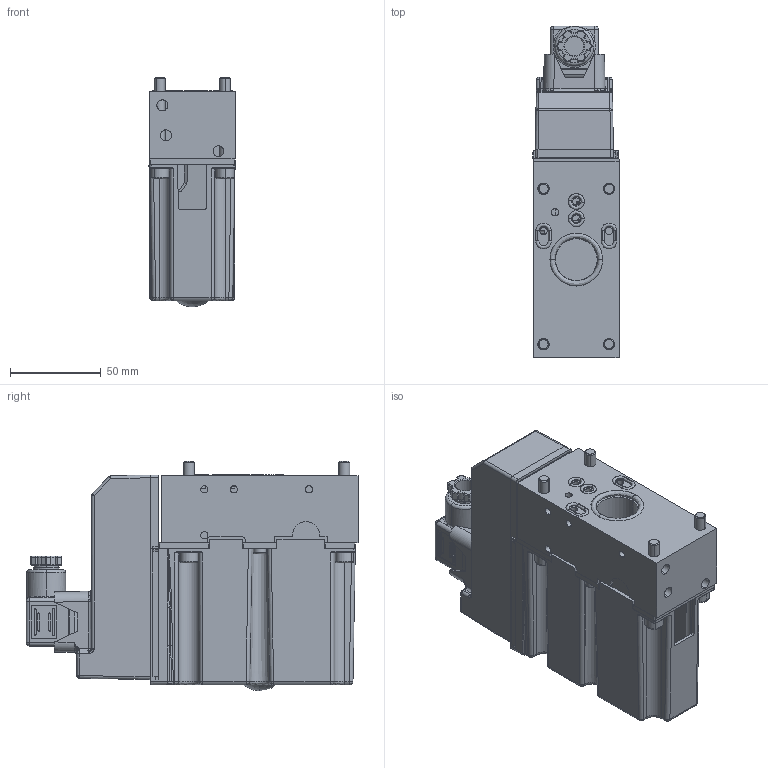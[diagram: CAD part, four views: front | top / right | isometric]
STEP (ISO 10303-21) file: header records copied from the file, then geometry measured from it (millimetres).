
FILE_DESCRIPTION (( 'STEP AP203' ), '1' );
FILE_NAME ('MHPOD.step', '2013-10-05T10:28:52', ( 'utente' ), ( '' ), 'SwSTEP 2.0', 'SolidWorks 2012', '' );
FILE_SCHEMA (( 'CONFIG_CONTROL_DESIGN' ));
Products named in the file (1): MHPOD
Bounding box: 47.32 x 182.58 x 126.3 mm (x, y, z)
Surface area: 118987.5 mm2 (no closed solid volume)
Topology: 0 solids, 43 shells, 985 faces, 3614 edges, 2605 vertices
Faces by surface type: plane 370, cylinder 316, bspline 233, torus 38, sphere 15, cone 13
Entity records: 43927 total; most frequent: CARTESIAN_POINT 16589, ORIENTED_EDGE 5584, DIRECTION 4735, EDGE_CURVE 3586, VERTEX_POINT 2603, LINE 1775, VECTOR 1775, AXIS2_PLACEMENT_3D 1480
